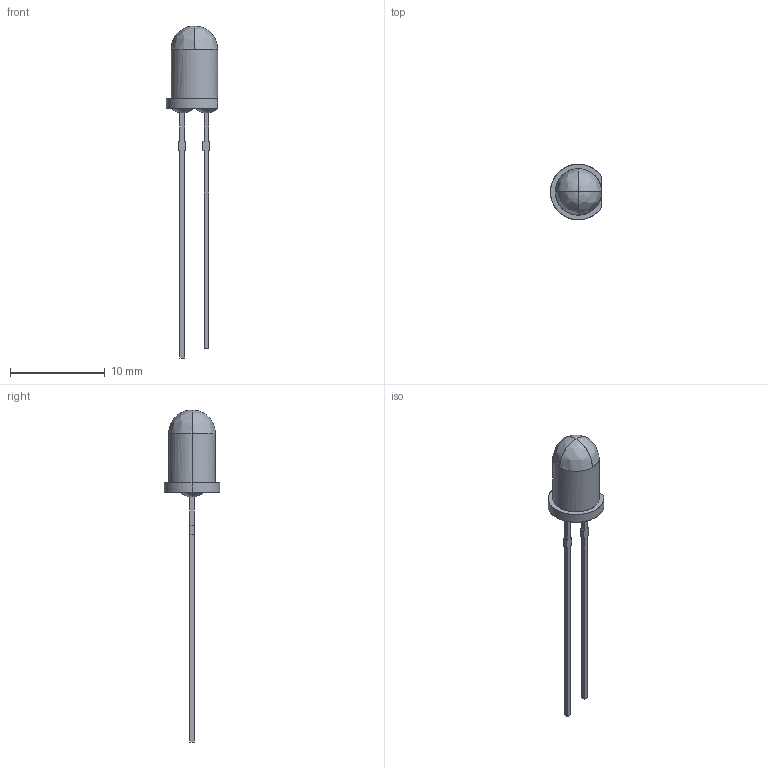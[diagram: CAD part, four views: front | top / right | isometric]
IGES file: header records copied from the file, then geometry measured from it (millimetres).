
Start section: Comment
Global section: file name: LedTHT_5mm Round Series Color.igs; native system:  By UGS Corp.; preprocessor: XPlus GENERIC/IGES 3.0; author: Author; organization: Title; date: 20110427.111649; units: millimetre
Bounding box: 5.4 x 5.9 x 35.1 mm (x, y, z)
Surface area: 275.2 mm2 (no closed solid volume)
Topology: 0 solids, 0 shells, 45 faces, 240 edges, 235 vertices
Faces by surface type: bspline 45
